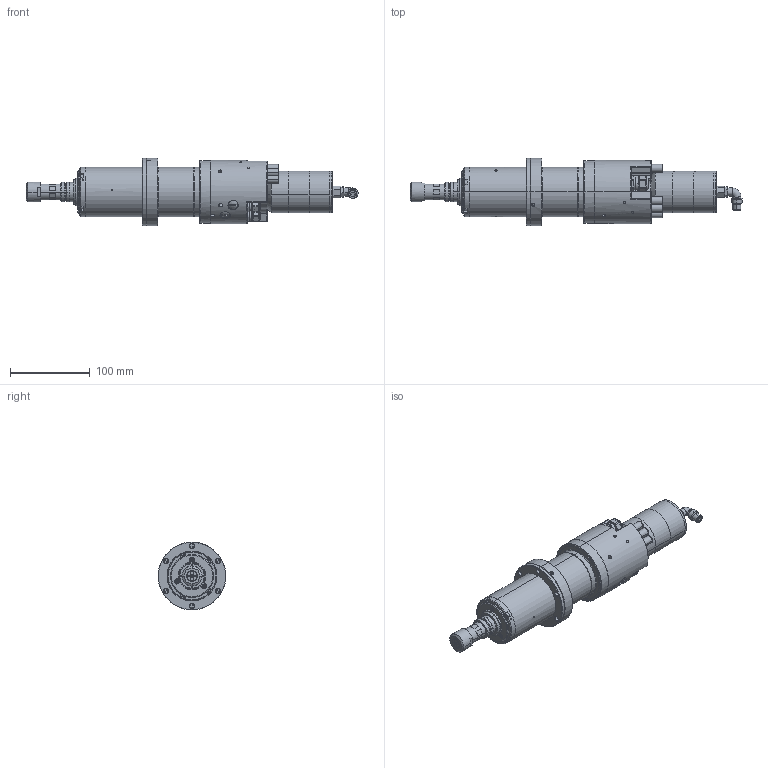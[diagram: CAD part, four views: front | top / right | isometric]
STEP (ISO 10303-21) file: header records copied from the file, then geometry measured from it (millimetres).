
FILE_DESCRIPTION (( 'STEP AP203' ), '1' );
FILE_NAME ('062A50FK-00A.STEP', '2014-03-26T09:18:51', ( '' ), ( '' ), 'SwSTEP 2.0', 'SolidWorks 2014', '' );
FILE_SCHEMA (( 'CONFIG_CONTROL_DESIGN' ));
Length unit declared in the file: millimetre
Products named in the file (1): 062A50FK-00A
Bounding box: 415.71 x 85 x 85 mm (x, y, z)
Surface area: 117349.6 mm2 (no closed solid volume)
Topology: 0 solids, 67 shells, 699 faces, 2102 edges, 1483 vertices
Faces by surface type: cylinder 258, plane 253, cone 140, torus 42, sphere 6
Entity records: 25381 total; most frequent: CARTESIAN_POINT 5800, DIRECTION 4446, ORIENTED_EDGE 3435, EDGE_CURVE 2096, AXIS2_PLACEMENT_3D 1774, VERTEX_POINT 1483, CIRCLE 1074, EDGE_LOOP 905
